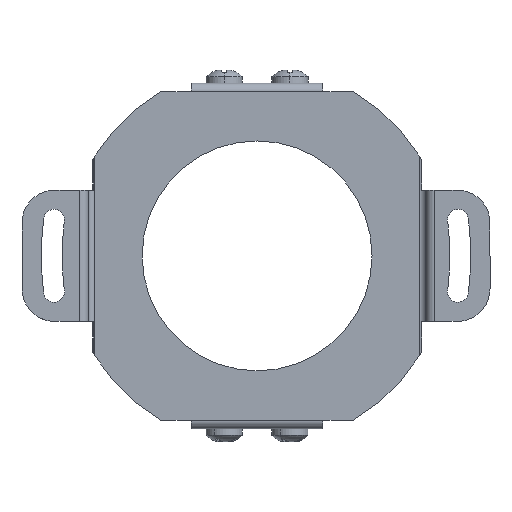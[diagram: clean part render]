
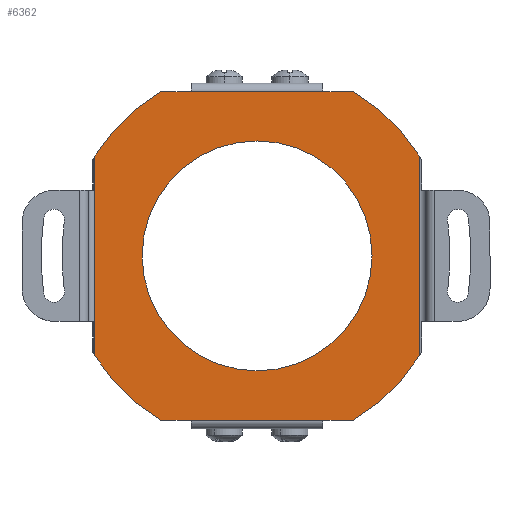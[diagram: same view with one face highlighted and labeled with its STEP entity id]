
A CAD part, top view. The second image highlights one B-rep face of the part: STEP entity #6362.
In plain terms, the highlighted planar face has unit normal (0, 0, 1).
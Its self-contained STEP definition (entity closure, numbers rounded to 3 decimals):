
#30 = EDGE_CURVE ( 'NONE', #705, #4257, #64, .T. ) ;
#64 = LINE ( 'NONE', #3497, #3931 ) ;
#91 = CARTESIAN_POINT ( 'NONE',  ( 0., 0., 4.194 ) ) ;
#113 = CIRCLE ( 'NONE', #4274, 29. ) ;
#119 = DIRECTION ( 'NONE',  ( 0., 0., -1. ) ) ;
#178 = PLANE ( 'NONE',  #6367 ) ;
#182 = VERTEX_POINT ( 'NONE', #3578 ) ;
#208 = CARTESIAN_POINT ( 'NONE',  ( -5., 25., 4.194 ) ) ;
#412 = VECTOR ( 'NONE', #2560, 1000. ) ;
#437 = EDGE_CURVE ( 'NONE', #4439, #5267, #3139, .T. ) ;
#439 = ORIENTED_EDGE ( 'NONE', *, *, #2995, .T. ) ;
#484 = LINE ( 'NONE', #1525, #2190 ) ;
#501 = EDGE_LOOP ( 'NONE', ( #3651, #536, #6504, #4033, #3353, #1314, #1304, #3960, #4299, #4062, #439, #4786 ) ) ;
#502 = LINE ( 'NONE', #4501, #3177 ) ;
#536 = ORIENTED_EDGE ( 'NONE', *, *, #1585, .T. ) ;
#543 = DIRECTION ( 'NONE',  ( 1., 0., 0. ) ) ;
#705 = VERTEX_POINT ( 'NONE', #5440 ) ;
#813 = CARTESIAN_POINT ( 'NONE',  ( 0., 0., 4.194 ) ) ;
#972 = CARTESIAN_POINT ( 'NONE',  ( -10., 25., 4.194 ) ) ;
#1031 = CARTESIAN_POINT ( 'NONE',  ( 0., 17.5, 4.194 ) ) ;
#1080 = DIRECTION ( 'NONE',  ( 0., 1., 0. ) ) ;
#1133 = EDGE_CURVE ( 'NONE', #5026, #2430, #2529, .T. ) ;
#1142 = EDGE_CURVE ( 'NONE', #182, #3534, #1816, .T. ) ;
#1189 = DIRECTION ( 'NONE',  ( 0., 0., 1. ) ) ;
#1261 = EDGE_CURVE ( 'NONE', #3715, #5026, #4452, .T. ) ;
#1293 = AXIS2_PLACEMENT_3D ( 'NONE', #3649, #119, #5165 ) ;
#1304 = ORIENTED_EDGE ( 'NONE', *, *, #1261, .T. ) ;
#1314 = ORIENTED_EDGE ( 'NONE', *, *, #6204, .T. ) ;
#1525 = CARTESIAN_POINT ( 'NONE',  ( -5., -25., 4.194 ) ) ;
#1585 = EDGE_CURVE ( 'NONE', #4005, #182, #113, .T. ) ;
#1680 = CARTESIAN_POINT ( 'NONE',  ( -5., -25., 4.194 ) ) ;
#1816 = LINE ( 'NONE', #4145, #2844 ) ;
#1828 = CARTESIAN_POINT ( 'NONE',  ( 24.7, 15.196, 4.194 ) ) ;
#1877 = VERTEX_POINT ( 'NONE', #972 ) ;
#2027 = DIRECTION ( 'NONE',  ( 1., 0., 0. ) ) ;
#2076 = CARTESIAN_POINT ( 'NONE',  ( 24.7, -35.2, 4.194 ) ) ;
#2130 = DIRECTION ( 'NONE',  ( 0., 1., 0. ) ) ;
#2157 = EDGE_CURVE ( 'NONE', #1877, #4005, #3247, .T. ) ;
#2173 = ORIENTED_EDGE ( 'NONE', *, *, #3518, .T. ) ;
#2190 = VECTOR ( 'NONE', #2027, 1000. ) ;
#2216 = CARTESIAN_POINT ( 'NONE',  ( 10., 25., 4.194 ) ) ;
#2218 = CIRCLE ( 'NONE', #1293, 17.5 ) ;
#2275 = EDGE_CURVE ( 'NONE', #4427, #1877, #502, .T. ) ;
#2374 = CARTESIAN_POINT ( 'NONE',  ( -5., -35.2, 4.194 ) ) ;
#2392 = VECTOR ( 'NONE', #2458, 1000. ) ;
#2430 = VERTEX_POINT ( 'NONE', #2929 ) ;
#2458 = DIRECTION ( 'NONE',  ( 0., 1., 0. ) ) ;
#2459 = VECTOR ( 'NONE', #5734, 1000. ) ;
#2471 = DIRECTION ( 'NONE',  ( 0., 1., 0. ) ) ;
#2529 = CIRCLE ( 'NONE', #5298, 29. ) ;
#2560 = DIRECTION ( 'NONE',  ( -1., 0., 0. ) ) ;
#2784 = AXIS2_PLACEMENT_3D ( 'NONE', #91, #3624, #4293 ) ;
#2844 = VECTOR ( 'NONE', #3269, 1000. ) ;
#2929 = CARTESIAN_POINT ( 'NONE',  ( 24.7, -15.196, 4.194 ) ) ;
#2948 = CIRCLE ( 'NONE', #3829, 29. ) ;
#2995 = EDGE_CURVE ( 'NONE', #5267, #4427, #4311, .T. ) ;
#3139 = CIRCLE ( 'NONE', #4718, 29. ) ;
#3152 = FACE_OUTER_BOUND ( 'NONE', #501, .T. ) ;
#3177 = VECTOR ( 'NONE', #4361, 1000. ) ;
#3216 = EDGE_CURVE ( 'NONE', #5877, #5213, #5229, .T. ) ;
#3247 = LINE ( 'NONE', #6245, #412 ) ;
#3269 = DIRECTION ( 'NONE',  ( 0., -1., 0. ) ) ;
#3353 = ORIENTED_EDGE ( 'NONE', *, *, #30, .T. ) ;
#3420 = DIRECTION ( 'NONE',  ( 0., 0., 1. ) ) ;
#3430 = CARTESIAN_POINT ( 'NONE',  ( 10., -25., 4.194 ) ) ;
#3435 = CARTESIAN_POINT ( 'NONE',  ( 14.697, 25., 4.194 ) ) ;
#3475 = FACE_BOUND ( 'NONE', #5537, .T. ) ;
#3479 = EDGE_CURVE ( 'NONE', #2430, #4439, #3596, .T. ) ;
#3495 = CARTESIAN_POINT ( 'NONE',  ( 0., 0., 4.194 ) ) ;
#3497 = CARTESIAN_POINT ( 'NONE',  ( -5., -25., 4.194 ) ) ;
#3518 = EDGE_CURVE ( 'NONE', #5213, #5877, #2218, .T. ) ;
#3534 = VERTEX_POINT ( 'NONE', #4155 ) ;
#3578 = CARTESIAN_POINT ( 'NONE',  ( -24.7, 15.196, 4.194 ) ) ;
#3596 = LINE ( 'NONE', #2076, #2392 ) ;
#3624 = DIRECTION ( 'NONE',  ( 0., 0., -1. ) ) ;
#3649 = CARTESIAN_POINT ( 'NONE',  ( 0., 0., 4.194 ) ) ;
#3651 = ORIENTED_EDGE ( 'NONE', *, *, #2157, .T. ) ;
#3715 = VERTEX_POINT ( 'NONE', #3430 ) ;
#3742 = CARTESIAN_POINT ( 'NONE',  ( -10., -25., 4.194 ) ) ;
#3829 = AXIS2_PLACEMENT_3D ( 'NONE', #3495, #4533, #2471 ) ;
#3930 = CARTESIAN_POINT ( 'NONE',  ( 0., 0., 4.194 ) ) ;
#3931 = VECTOR ( 'NONE', #5689, 1000. ) ;
#3960 = ORIENTED_EDGE ( 'NONE', *, *, #1133, .T. ) ;
#4005 = VERTEX_POINT ( 'NONE', #5126 ) ;
#4033 = ORIENTED_EDGE ( 'NONE', *, *, #5458, .T. ) ;
#4062 = ORIENTED_EDGE ( 'NONE', *, *, #437, .T. ) ;
#4145 = CARTESIAN_POINT ( 'NONE',  ( -24.7, -35.2, 4.194 ) ) ;
#4155 = CARTESIAN_POINT ( 'NONE',  ( -24.7, -15.196, 4.194 ) ) ;
#4257 = VERTEX_POINT ( 'NONE', #3742 ) ;
#4274 = AXIS2_PLACEMENT_3D ( 'NONE', #3930, #3420, #1080 ) ;
#4293 = DIRECTION ( 'NONE',  ( 0., -1., 0. ) ) ;
#4299 = ORIENTED_EDGE ( 'NONE', *, *, #3479, .T. ) ;
#4311 = LINE ( 'NONE', #208, #2459 ) ;
#4361 = DIRECTION ( 'NONE',  ( -1., 0., 0. ) ) ;
#4427 = VERTEX_POINT ( 'NONE', #2216 ) ;
#4439 = VERTEX_POINT ( 'NONE', #1828 ) ;
#4452 = LINE ( 'NONE', #1680, #4993 ) ;
#4501 = CARTESIAN_POINT ( 'NONE',  ( -5., 25., 4.194 ) ) ;
#4533 = DIRECTION ( 'NONE',  ( 0., 0., 1. ) ) ;
#4628 = CARTESIAN_POINT ( 'NONE',  ( 0., -17.5, 4.194 ) ) ;
#4695 = CARTESIAN_POINT ( 'NONE',  ( 0., 0., 4.194 ) ) ;
#4718 = AXIS2_PLACEMENT_3D ( 'NONE', #813, #5940, #2130 ) ;
#4738 = DIRECTION ( 'NONE',  ( 0., -1., 0. ) ) ;
#4786 = ORIENTED_EDGE ( 'NONE', *, *, #2275, .T. ) ;
#4792 = DIRECTION ( 'NONE',  ( 0., 0., 1. ) ) ;
#4855 = ORIENTED_EDGE ( 'NONE', *, *, #3216, .T. ) ;
#4885 = DIRECTION ( 'NONE',  ( 0., 1., 0. ) ) ;
#4993 = VECTOR ( 'NONE', #543, 1000. ) ;
#5026 = VERTEX_POINT ( 'NONE', #5636 ) ;
#5126 = CARTESIAN_POINT ( 'NONE',  ( -14.697, 25., 4.194 ) ) ;
#5165 = DIRECTION ( 'NONE',  ( 0., -1., 0. ) ) ;
#5213 = VERTEX_POINT ( 'NONE', #4628 ) ;
#5229 = CIRCLE ( 'NONE', #2784, 17.5 ) ;
#5267 = VERTEX_POINT ( 'NONE', #3435 ) ;
#5298 = AXIS2_PLACEMENT_3D ( 'NONE', #4695, #4792, #4885 ) ;
#5440 = CARTESIAN_POINT ( 'NONE',  ( -14.697, -25., 4.194 ) ) ;
#5458 = EDGE_CURVE ( 'NONE', #3534, #705, #2948, .T. ) ;
#5537 = EDGE_LOOP ( 'NONE', ( #2173, #4855 ) ) ;
#5636 = CARTESIAN_POINT ( 'NONE',  ( 14.697, -25., 4.194 ) ) ;
#5689 = DIRECTION ( 'NONE',  ( 1., 0., 0. ) ) ;
#5734 = DIRECTION ( 'NONE',  ( -1., 0., 0. ) ) ;
#5877 = VERTEX_POINT ( 'NONE', #1031 ) ;
#5940 = DIRECTION ( 'NONE',  ( 0., 0., 1. ) ) ;
#6204 = EDGE_CURVE ( 'NONE', #4257, #3715, #484, .T. ) ;
#6245 = CARTESIAN_POINT ( 'NONE',  ( -5., 25., 4.194 ) ) ;
#6362 = ADVANCED_FACE ( 'NONE', ( #3475, #3152 ), #178, .T. ) ;
#6367 = AXIS2_PLACEMENT_3D ( 'NONE', #2374, #1189, #4738 ) ;
#6504 = ORIENTED_EDGE ( 'NONE', *, *, #1142, .T. ) ;
